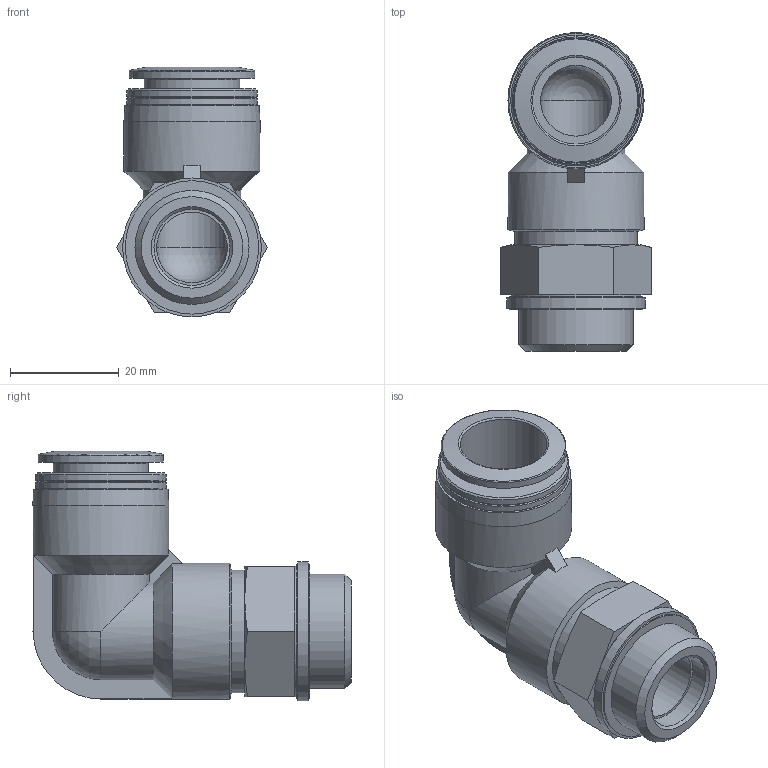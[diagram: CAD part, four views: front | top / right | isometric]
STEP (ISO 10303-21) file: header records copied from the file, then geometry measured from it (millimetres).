
FILE_DESCRIPTION(/* description */ ('STEP AP214'),/* implementation_level */ '2;1');
FILE_NAME(/* name */ '186126_QSL-G1_2-16',/* time_stamp */ '2024-09-11T08:43:23+02:00',/* author */ ('License CC BY-ND 4.0'),/* organization */ ('CADENAS'),/* preprocessor_version */ 'ST-DEVELOPER v19.3',/* originating_system */ 'PARTsolutions',/* authorisation */ ' ');
FILE_SCHEMA (('AP242_MANAGED_MODEL_BASED_3D_ENGINEERING_MIM_LF { 1 0 10303 442 3 1 4 }','AUTOMOTIVE_DESIGN {1 0 10303 214 3 1 1}'));
Length unit declared in the file: millimetre
Products named in the file (1): 186126 QSL-G1/2-16
Bounding box: 27.71 x 58.5 x 45.85 mm (x, y, z)
Volume: 19137.4 mm3; surface area: 10626.4 mm2
Topology: 1 solids, 1 shells, 74 faces, 161 edges, 97 vertices
Faces by surface type: plane 28, cylinder 20, cone 19, sphere 4, torus 3
Full cylindrical faces by diameter (mm): 13 x2, 13.97 x1, 16 x1, 17.5 x1, 20.955 x1, 22.5 x1, 23 x1, 24 x3, 24.5 x2, 25 x2, 25.5 x1
Entity records: 2405 total; most frequent: CARTESIAN_POINT 358, DIRECTION 332, ORIENTED_EDGE 258, AXIS2_PLACEMENT_3D 148, EDGE_CURVE 129, EDGE_LOOP 113, FACE_BOUND 113, VERTEX_POINT 94
